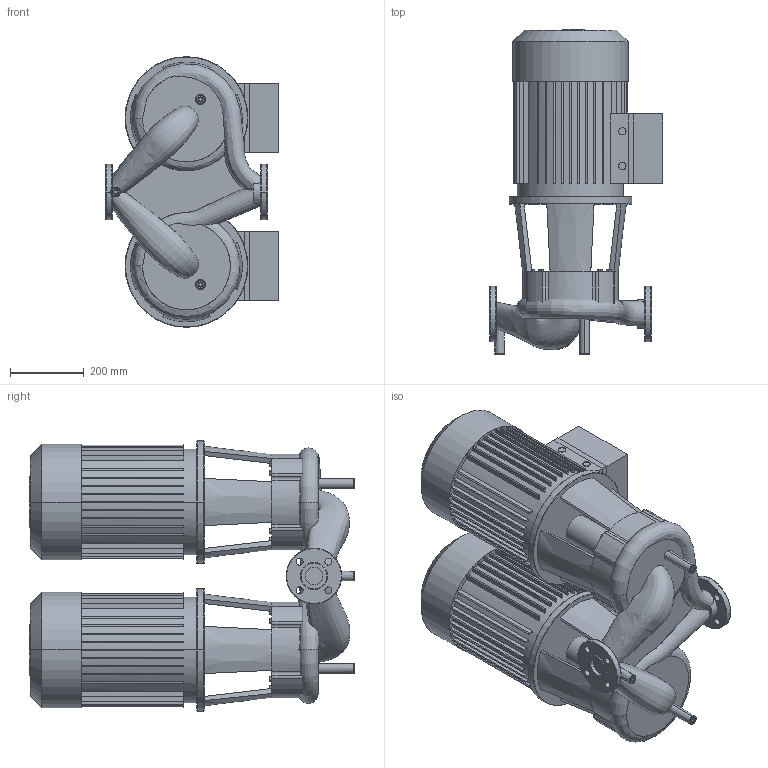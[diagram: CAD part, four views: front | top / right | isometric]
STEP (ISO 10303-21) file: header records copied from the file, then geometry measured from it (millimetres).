
FILE_DESCRIPTION((''),'2;1');
FILE_NAME('3d_DL40_220-11_2-2121021.stp','2016-05-24T12:27:55',(''),(''),'Mechanical Desktop 2009','Mechanical Desktop 2009',', , ');
FILE_SCHEMA(('CONFIG_CONTROL_DESIGN'));
Length unit declared in the file: millimetre
Products named in the file (1): Product
Bounding box: 470 x 879.5 x 732 mm (x, y, z)
Volume: 101629593.7 mm3; surface area: 3774461.1 mm2
Topology: 17 solids, 17 shells, 763 faces, 2078 edges, 1379 vertices
Faces by surface type: bspline 323, plane 250, cylinder 172, cone 14, torus 4
Entity records: 44888 total; most frequent: CARTESIAN_POINT 26143, ORIENTED_EDGE 4156, DIRECTION 3472, EDGE_CURVE 2078, VERTEX_POINT 1379, VECTOR 1170, LINE 1170, AXIS2_PLACEMENT_3D 1151
